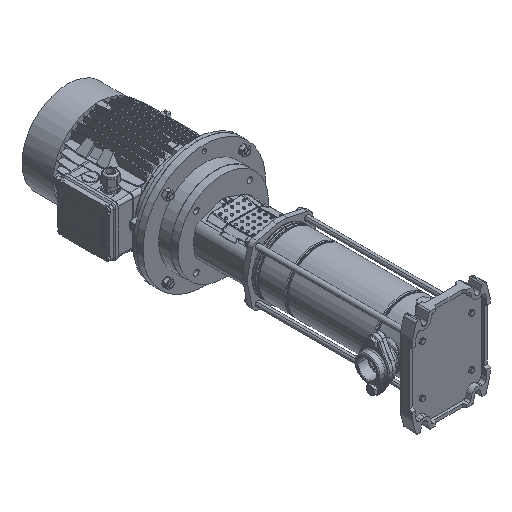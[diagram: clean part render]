
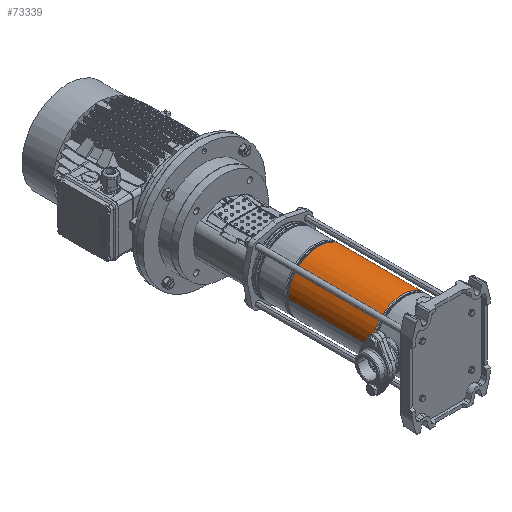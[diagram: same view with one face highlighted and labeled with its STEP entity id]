
A CAD part, isometric view. The second image highlights one B-rep face of the part: STEP entity #73339.
In plain terms, the highlighted cylindrical face has radius 74.9 mm (diameter 149.8 mm), a partial arc.
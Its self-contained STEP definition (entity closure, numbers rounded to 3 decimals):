
#10919 = CYLINDRICAL_SURFACE ( 'NONE', #35176, 74.9 ) ;
#13830 = LINE ( 'NONE', #26873, #69369 ) ;
#17493 = CARTESIAN_POINT ( 'NONE',  ( 0., 0., 86.779 ) ) ;
#18048 = CARTESIAN_POINT ( 'NONE',  ( 0., 0., 0. ) ) ;
#23112 = FACE_OUTER_BOUND ( 'NONE', #61076, .T. ) ;
#25477 = DIRECTION ( 'NONE',  ( 0., 0., -1. ) ) ;
#26304 = CARTESIAN_POINT ( 'NONE',  ( -74.9, 0., 0. ) ) ;
#26873 = CARTESIAN_POINT ( 'NONE',  ( 74.9, 0., 0. ) ) ;
#27680 = VERTEX_POINT ( 'NONE', #53877 ) ;
#29848 = DIRECTION ( 'NONE',  ( -1., 0., 0. ) ) ;
#30540 = DIRECTION ( 'NONE',  ( 0., 0., 1. ) ) ;
#31863 = CARTESIAN_POINT ( 'NONE',  ( -74.9, 0., 291.721 ) ) ;
#33208 = CARTESIAN_POINT ( 'NONE',  ( -74.9, 0., 86.779 ) ) ;
#35176 = AXIS2_PLACEMENT_3D ( 'NONE', #18048, #43728, #29848 ) ;
#42459 = ORIENTED_EDGE ( 'NONE', *, *, #75077, .T. ) ;
#43422 = EDGE_CURVE ( 'NONE', #27680, #44653, #13830, .T. ) ;
#43728 = DIRECTION ( 'NONE',  ( 0., 0., -1. ) ) ;
#44625 = AXIS2_PLACEMENT_3D ( 'NONE', #68450, #50359, #48716 ) ;
#44653 = VERTEX_POINT ( 'NONE', #71969 ) ;
#46124 = VERTEX_POINT ( 'NONE', #33208 ) ;
#47063 = ORIENTED_EDGE ( 'NONE', *, *, #43422, .F. ) ;
#48716 = DIRECTION ( 'NONE',  ( 1., 0., 0. ) ) ;
#49994 = CIRCLE ( 'NONE', #44625, 74.9 ) ;
#50359 = DIRECTION ( 'NONE',  ( 0., 0., -1. ) ) ;
#52943 = DIRECTION ( 'NONE',  ( 0., 0., -1. ) ) ;
#53877 = CARTESIAN_POINT ( 'NONE',  ( 74.9, 0., 291.721 ) ) ;
#54904 = VECTOR ( 'NONE', #25477, 1000. ) ;
#57846 = LINE ( 'NONE', #26304, #54904 ) ;
#60233 = VERTEX_POINT ( 'NONE', #31863 ) ;
#61076 = EDGE_LOOP ( 'NONE', ( #47063, #42459, #68111, #79807 ) ) ;
#67868 = EDGE_CURVE ( 'NONE', #60233, #46124, #57846, .T. ) ;
#68111 = ORIENTED_EDGE ( 'NONE', *, *, #67868, .T. ) ;
#68450 = CARTESIAN_POINT ( 'NONE',  ( 0., 0., 291.721 ) ) ;
#69369 = VECTOR ( 'NONE', #52943, 1000. ) ;
#70683 = CIRCLE ( 'NONE', #73308, 74.9 ) ;
#71969 = CARTESIAN_POINT ( 'NONE',  ( 74.9, 0., 86.779 ) ) ;
#73308 = AXIS2_PLACEMENT_3D ( 'NONE', #17493, #30540, #81846 ) ;
#73339 = ADVANCED_FACE ( 'NONE', ( #23112 ), #10919, .T. ) ;
#75077 = EDGE_CURVE ( 'NONE', #27680, #60233, #49994, .T. ) ;
#78688 = EDGE_CURVE ( 'NONE', #46124, #44653, #70683, .T. ) ;
#79807 = ORIENTED_EDGE ( 'NONE', *, *, #78688, .T. ) ;
#81846 = DIRECTION ( 'NONE',  ( 1., 0., 0. ) ) ;
